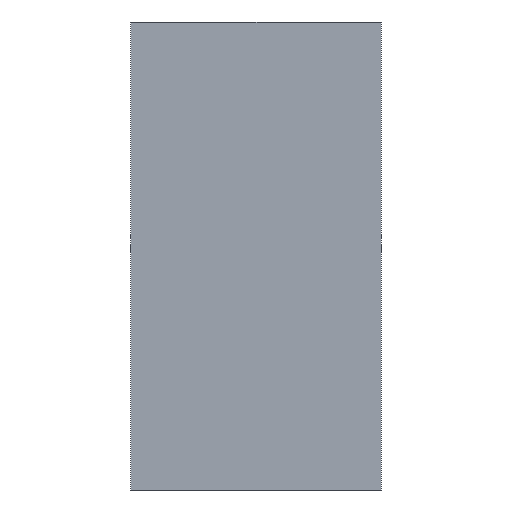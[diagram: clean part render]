
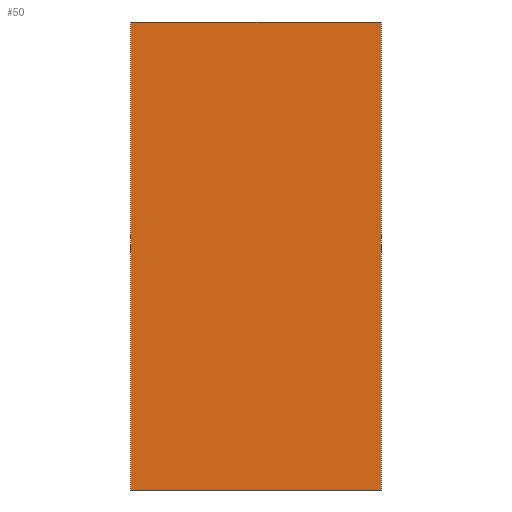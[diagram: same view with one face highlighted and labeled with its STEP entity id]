
A CAD part, left-side view. The second image highlights one B-rep face of the part: STEP entity #50.
In plain terms, the highlighted planar face has unit normal (-1, 0, 0).
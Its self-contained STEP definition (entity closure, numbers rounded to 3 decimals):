
#50 = ADVANCED_FACE( '', ( #106 ), #107, .F. );
#106 = FACE_OUTER_BOUND( '', #155, .T. );
#107 = PLANE( '', #156 );
#155 = EDGE_LOOP( '', ( #229, #230, #231, #232 ) );
#156 = AXIS2_PLACEMENT_3D( '', #233, #234, #235 );
#229 = ORIENTED_EDGE( '', *, *, #265, .T. );
#230 = ORIENTED_EDGE( '', *, *, #257, .F. );
#231 = ORIENTED_EDGE( '', *, *, #253, .F. );
#232 = ORIENTED_EDGE( '', *, *, #269, .T. );
#233 = CARTESIAN_POINT( '', ( -198., 31., 116. ) );
#234 = DIRECTION( '', ( 1., 0., 0. ) );
#235 = DIRECTION( '', ( 0., 0., -1. ) );
#253 = EDGE_CURVE( '', #290, #292, #293, .T. );
#257 = EDGE_CURVE( '', #292, #296, #298, .T. );
#265 = EDGE_CURVE( '', #309, #296, #311, .T. );
#269 = EDGE_CURVE( '', #290, #309, #315, .T. );
#290 = VERTEX_POINT( '', #340 );
#292 = VERTEX_POINT( '', #343 );
#293 = LINE( '', #344, #345 );
#296 = VERTEX_POINT( '', #349 );
#298 = LINE( '', #352, #353 );
#309 = VERTEX_POINT( '', #364 );
#311 = LINE( '', #367, #368 );
#315 = LINE( '', #372, #373 );
#340 = CARTESIAN_POINT( '', ( -198., 31., 116. ) );
#343 = CARTESIAN_POINT( '', ( -198., -31., 116. ) );
#344 = CARTESIAN_POINT( '', ( -198., 31., 116. ) );
#345 = VECTOR( '', #393, 1000. );
#349 = CARTESIAN_POINT( '', ( -198., -31., 0. ) );
#352 = CARTESIAN_POINT( '', ( -198., -31., 116. ) );
#353 = VECTOR( '', #396, 1000. );
#364 = CARTESIAN_POINT( '', ( -198., 31., 0. ) );
#367 = CARTESIAN_POINT( '', ( -198., 31., 0. ) );
#368 = VECTOR( '', #410, 1000. );
#372 = CARTESIAN_POINT( '', ( -198., 31., 116. ) );
#373 = VECTOR( '', #411, 1000. );
#393 = DIRECTION( '', ( 0., -1., 0. ) );
#396 = DIRECTION( '', ( 0., 0., -1. ) );
#410 = DIRECTION( '', ( 0., -1., 0. ) );
#411 = DIRECTION( '', ( 0., 0., -1. ) );
